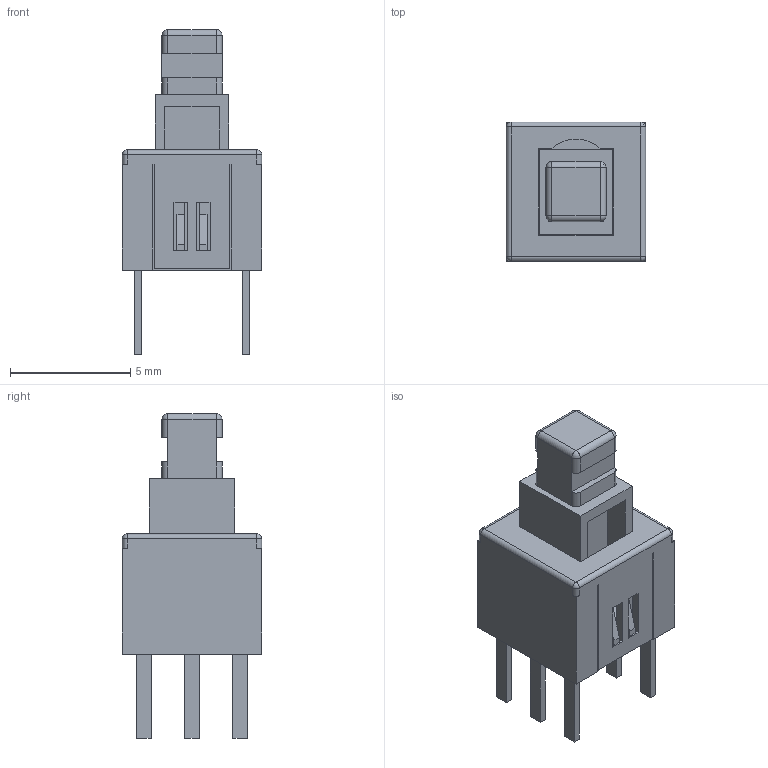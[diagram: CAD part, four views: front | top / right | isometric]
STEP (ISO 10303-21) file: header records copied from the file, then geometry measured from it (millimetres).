
FILE_DESCRIPTION(/* description */ (''),/* implementation_level */ '2;1');
FILE_NAME(/* name */ 'TL2203EE.step',/* time_stamp */ '2020-03-24T14:58:26+08:00',/* author */ (''),/* organization */ (''),/* preprocessor_version */ 'ST-DEVELOPER v18',/* originating_system */ 'Autodesk Translation Framework v8.12.0.6',/* authorisation */ '');
FILE_SCHEMA (('AUTOMOTIVE_DESIGN { 1 0 10303 214 3 1 1 }'));
Length unit declared in the file: millimetre
Products named in the file (1): TL2203EE
Bounding box: 5.8 x 5.8 x 13.5 mm (x, y, z)
Volume: 144.1 mm3; surface area: 549.4 mm2
Topology: 1 solids, 1 shells, 181 faces, 507 edges, 320 vertices
Faces by surface type: plane 149, cylinder 22, sphere 8, bspline 2
Entity records: 7921 total; most frequent: CARTESIAN_POINT 3102, ORIENTED_EDGE 1010, DIRECTION 907, EDGE_CURVE 505, LINE 451, VECTOR 451, VERTEX_POINT 320, AXIS2_PLACEMENT_3D 228
